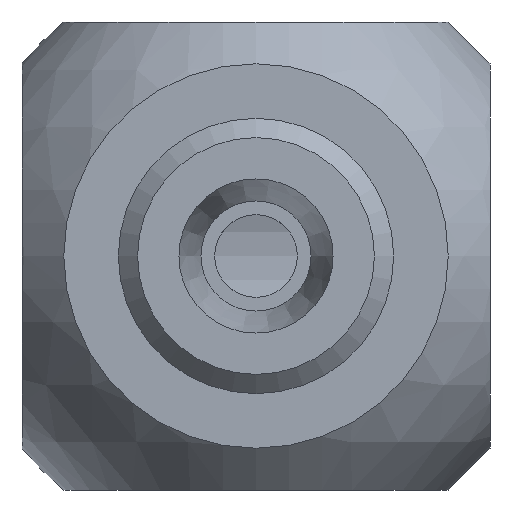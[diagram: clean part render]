
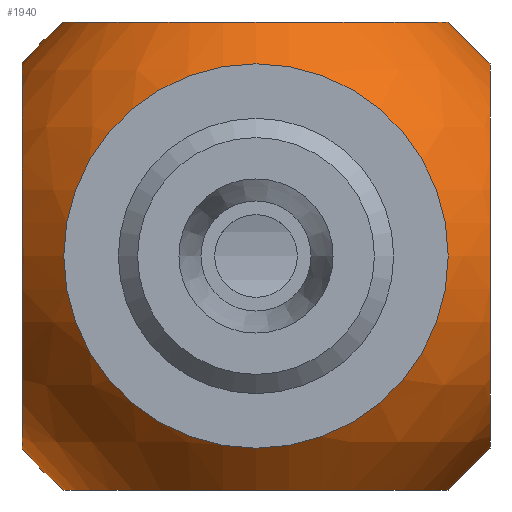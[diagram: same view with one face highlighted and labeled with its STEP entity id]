
A CAD part, left-side view. The second image highlights one B-rep face of the part: STEP entity #1940.
In plain terms, the highlighted spherical face has radius 11 mm.
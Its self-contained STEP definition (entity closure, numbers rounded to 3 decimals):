
#1862=CARTESIAN_POINT('',(-8.5,0.,6.982));
#1863=VERTEX_POINT('',#1862);
#1864=CARTESIAN_POINT('',(-8.5,0.,0.0));
#1865=DIRECTION('',(-1.0,0.0,0.0));
#1866=DIRECTION('',(0.0,0.0,-1.0));
#1867=AXIS2_PLACEMENT_3D('',#1864,#1865,#1866);
#1868=CIRCLE('',#1867,6.982);
#1869=EDGE_CURVE('',#1863,#1863,#1868,.T.);
#1877=CARTESIAN_POINT('',(0.0,0.0,0.0));
#1878=DIRECTION('',(0.0,0.0,1.0));
#1879=DIRECTION('',(1.0,0.0,0.0));
#1880=AXIS2_PLACEMENT_3D('',#1877,#1878,#1879);
#1881=SPHERICAL_SURFACE('',#1880,11.0);
#1882=CARTESIAN_POINT('',(0.,6.982,-8.5));
#1883=VERTEX_POINT('',#1882);
#1884=CARTESIAN_POINT('',(0.0,0.0,-8.5));
#1885=DIRECTION('',(0.0,0.0,-1.0));
#1886=DIRECTION('',(0.0,-1.0,0.0));
#1887=AXIS2_PLACEMENT_3D('',#1884,#1885,#1886);
#1888=CIRCLE('',#1887,6.982);
#1889=EDGE_CURVE('',#1883,#1883,#1888,.T.);
#1890=ORIENTED_EDGE('',*,*,#1889,.F.);
#1891=EDGE_LOOP('',(#1890));
#1892=FACE_OUTER_BOUND('',#1891,.T.);
#1893=CARTESIAN_POINT('',(8.5,0.,-6.982));
#1894=VERTEX_POINT('',#1893);
#1895=CARTESIAN_POINT('',(8.5,0.,0.0));
#1896=DIRECTION('',(1.0,0.0,0.0));
#1897=DIRECTION('',(0.0,0.0,1.0));
#1898=AXIS2_PLACEMENT_3D('',#1895,#1896,#1897);
#1899=CIRCLE('',#1898,6.982);
#1900=EDGE_CURVE('',#1894,#1894,#1899,.T.);
#1901=ORIENTED_EDGE('',*,*,#1900,.F.);
#1902=EDGE_LOOP('',(#1901));
#1903=FACE_BOUND('',#1902,.T.);
#1904=CARTESIAN_POINT('',(0.,-8.5,-6.982));
#1905=VERTEX_POINT('',#1904);
#1906=CARTESIAN_POINT('',(0.0,-8.5,0.0));
#1907=DIRECTION('',(0.0,-1.0,0.0));
#1908=DIRECTION('',(0.0,0.0,1.0));
#1909=AXIS2_PLACEMENT_3D('',#1906,#1907,#1908);
#1910=CIRCLE('',#1909,6.982);
#1911=EDGE_CURVE('',#1905,#1905,#1910,.T.);
#1912=ORIENTED_EDGE('',*,*,#1911,.F.);
#1913=EDGE_LOOP('',(#1912));
#1914=FACE_BOUND('',#1913,.T.);
#1915=ORIENTED_EDGE('',*,*,#1869,.F.);
#1916=EDGE_LOOP('',(#1915));
#1917=FACE_BOUND('',#1916,.T.);
#1918=CARTESIAN_POINT('',(0.,8.5,6.982));
#1919=VERTEX_POINT('',#1918);
#1920=CARTESIAN_POINT('',(0.0,8.5,0.0));
#1921=DIRECTION('',(0.0,1.0,0.0));
#1922=DIRECTION('',(0.0,0.0,-1.0));
#1923=AXIS2_PLACEMENT_3D('',#1920,#1921,#1922);
#1924=CIRCLE('',#1923,6.982);
#1925=EDGE_CURVE('',#1919,#1919,#1924,.T.);
#1926=ORIENTED_EDGE('',*,*,#1925,.F.);
#1927=EDGE_LOOP('',(#1926));
#1928=FACE_BOUND('',#1927,.T.);
#1929=CARTESIAN_POINT('',(0.,-6.982,8.5));
#1930=VERTEX_POINT('',#1929);
#1931=CARTESIAN_POINT('',(0.0,0.0,8.5));
#1932=DIRECTION('',(0.0,0.0,1.0));
#1933=DIRECTION('',(0.0,1.0,0.0));
#1934=AXIS2_PLACEMENT_3D('',#1931,#1932,#1933);
#1935=CIRCLE('',#1934,6.982);
#1936=EDGE_CURVE('',#1930,#1930,#1935,.T.);
#1937=ORIENTED_EDGE('',*,*,#1936,.F.);
#1938=EDGE_LOOP('',(#1937));
#1939=FACE_BOUND('',#1938,.T.);
#1940=ADVANCED_FACE('',(#1892,#1903,#1914,#1917,#1928,#1939),#1881,.T.);
